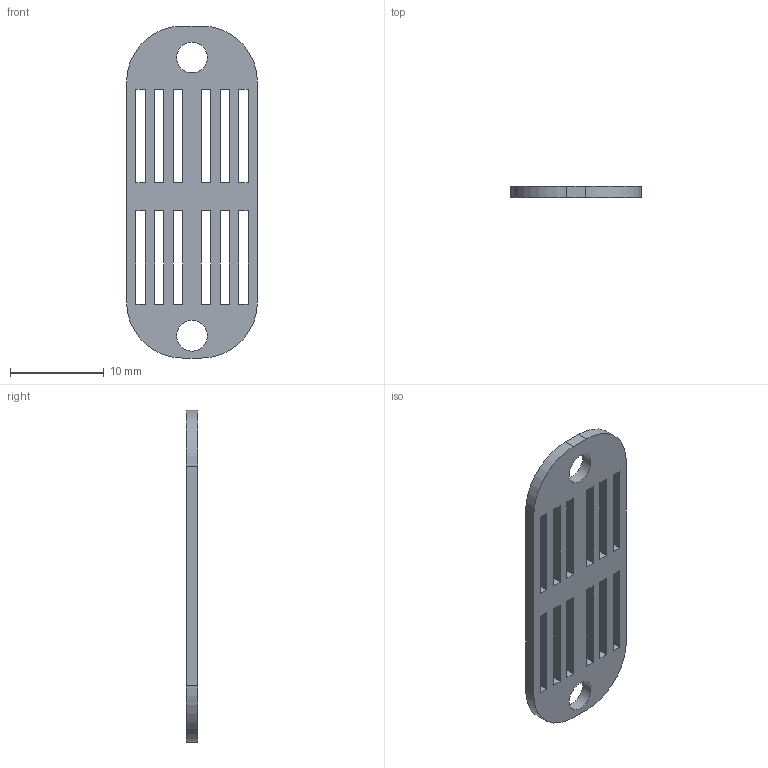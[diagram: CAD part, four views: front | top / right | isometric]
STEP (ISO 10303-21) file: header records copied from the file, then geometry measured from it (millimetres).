
FILE_DESCRIPTION(/* description */ (''),/* implementation_level */ '2;1');
FILE_NAME(/* name */ 'belt clip V2 narrow v9.step',/* time_stamp */ '2025-07-17T03:01:05-04:00',/* author */ (''),/* organization */ (''),/* preprocessor_version */ 'ST-DEVELOPER v20.1',/* originating_system */ 'Autodesk Translation Framework v14.10.0.0',/* authorisation */ '');
FILE_SCHEMA (('AUTOMOTIVE_DESIGN { 1 0 10303 214 3 1 1 }'));
Length unit declared in the file: millimetre
Products named in the file (1): belt clip V2 narrow
Bounding box: 14 x 1.22 x 35.5 mm (x, y, z)
Volume: 401.4 mm3; surface area: 1113.6 mm2
Topology: 1 solids, 1 shells, 60 faces, 174 edges, 116 vertices
Faces by surface type: plane 54, cylinder 6
Full cylindrical faces by diameter (mm): 3.3 x2
Entity records: 2046 total; most frequent: CARTESIAN_POINT 351, ORIENTED_EDGE 348, DIRECTION 308, EDGE_CURVE 174, LINE 162, VECTOR 162, VERTEX_POINT 116, EDGE_LOOP 88
